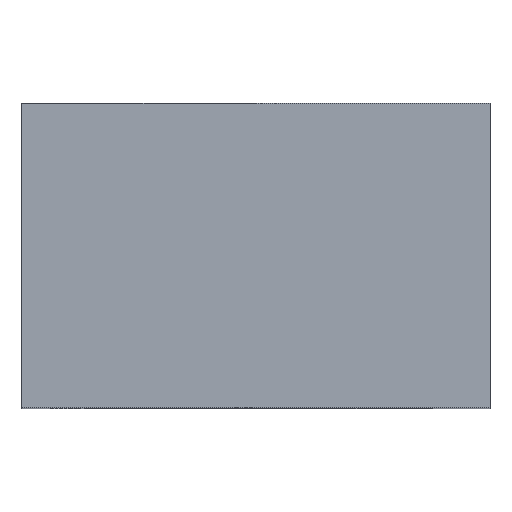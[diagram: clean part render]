
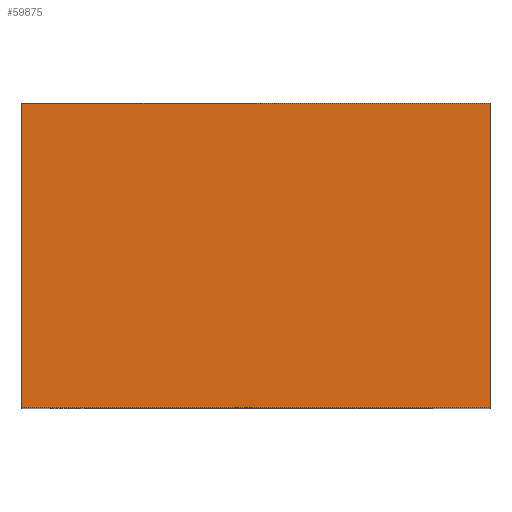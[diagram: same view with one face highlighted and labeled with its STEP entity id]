
A CAD part, top view. The second image highlights one B-rep face of the part: STEP entity #59875.
In plain terms, the highlighted planar face has unit normal (0, 0, 1).
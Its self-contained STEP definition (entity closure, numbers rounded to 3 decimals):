
#1687=ORIENTED_EDGE('',*,*,#14890,.T.);
#1688=ORIENTED_EDGE('',*,*,#14880,.F.);
#1689=ORIENTED_EDGE('',*,*,#14311,.F.);
#1690=ORIENTED_EDGE('',*,*,#14889,.T.);
#14311=EDGE_CURVE('',#20919,#20912,#25325,.T.);
#14880=EDGE_CURVE('',#20912,#21485,#25893,.T.);
#14889=EDGE_CURVE('',#20919,#21490,#25902,.T.);
#14890=EDGE_CURVE('',#21490,#21485,#25903,.T.);
#20912=VERTEX_POINT('',#77555);
#20919=VERTEX_POINT('',#77568);
#21485=VERTEX_POINT('',#78704);
#21490=VERTEX_POINT('',#78724);
#25325=LINE('',#77569,#31931);
#25893=LINE('',#78707,#32499);
#25902=LINE('',#78725,#32508);
#25903=LINE('',#78727,#32509);
#31931=VECTOR('',#65418,1000.);
#32499=VECTOR('',#65992,1000.);
#32508=VECTOR('',#66011,1000.);
#32509=VECTOR('',#66014,1000.);
#37496=EDGE_LOOP('',(#1687,#1688,#1689,#1690));
#39760=FACE_BOUND('',#37496,.T.);
#42001=PLANE('',#62115);
#59875=ADVANCED_FACE('',(#39760),#42001,.F.);
#62115=AXIS2_PLACEMENT_3D('',#78726,#66012,#66013);
#65418=DIRECTION('',(-1.,0.,0.));
#65992=DIRECTION('',(0.,1.,0.));
#66011=DIRECTION('',(0.,1.,0.));
#66012=DIRECTION('',(0.,0.,-1.));
#66013=DIRECTION('',(-1.,0.,0.));
#66014=DIRECTION('',(-1.,0.,0.));
#77555=CARTESIAN_POINT('',(-5.8,-3.775,5.08));
#77568=CARTESIAN_POINT('',(5.8,-3.775,5.08));
#77569=CARTESIAN_POINT('',(5.8,-3.775,5.08));
#78704=CARTESIAN_POINT('',(-5.8,3.775,5.08));
#78707=CARTESIAN_POINT('',(-5.8,-3.775,5.08));
#78724=CARTESIAN_POINT('',(5.8,3.775,5.08));
#78725=CARTESIAN_POINT('',(5.8,-3.775,5.08));
#78726=CARTESIAN_POINT('',(5.8,-3.775,5.08));
#78727=CARTESIAN_POINT('',(5.8,3.775,5.08));
